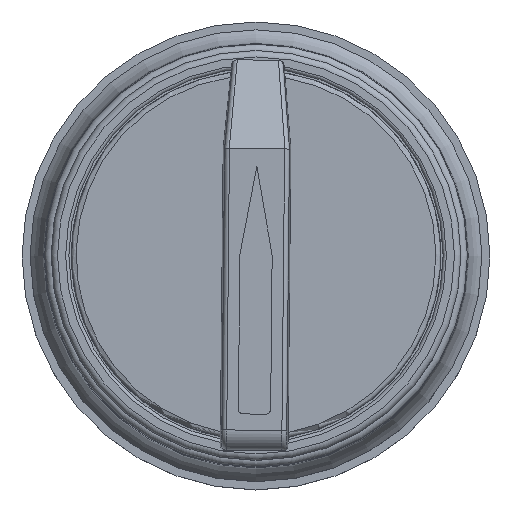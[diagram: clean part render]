
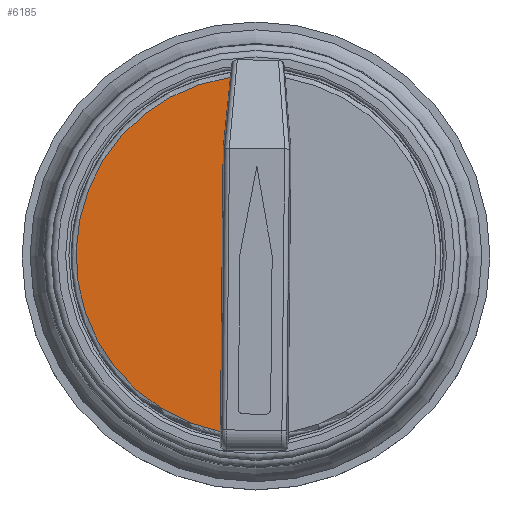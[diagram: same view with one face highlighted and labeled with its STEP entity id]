
A CAD part, top view. The second image highlights one B-rep face of the part: STEP entity #6185.
In plain terms, the highlighted planar face has unit normal (0, 0, 1).
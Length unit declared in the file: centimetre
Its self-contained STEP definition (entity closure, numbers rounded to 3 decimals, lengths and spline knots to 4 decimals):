
#535=PLANE($,#6630);
#704=FACE_OUTER_BOUND($,#1095,.T.);
#1095=EDGE_LOOP($,(#4385,#4386,#4387));
#1492=CIRCLE($,#6628,1.115);
#1767=LINE($,#12163,#2113);
#1768=LINE($,#12164,#2114);
#2113=VECTOR($,#7456,1.755);
#2114=VECTOR($,#7457,0.4438);
#2563=VERTEX_POINT($,#12136);
#2564=VERTEX_POINT($,#12147);
#2566=VERTEX_POINT($,#12162);
#3254=EDGE_CURVE($,#2563,#2564,#1492,.T.);
#3257=EDGE_CURVE($,#2563,#2566,#1767,.T.);
#3258=EDGE_CURVE($,#2566,#2564,#1768,.T.);
#4385=ORIENTED_EDGE($,*,*,#3254,.F.);
#4386=ORIENTED_EDGE($,*,*,#3257,.T.);
#4387=ORIENTED_EDGE($,*,*,#3258,.T.);
#6185=ADVANCED_FACE($,(#704),#535,.F.);
#6628=AXIS2_PLACEMENT_3D($,#12148,#7450,#7451);
#6630=AXIS2_PLACEMENT_3D($,#12161,#7454,#7455);
#7450=DIRECTION('center_axis',(0.,0.,
-1.));
#7451=DIRECTION('ref_axis',(-1.,0.029,0.));
#7454=DIRECTION('center_axis',(0.,0.,
-1.));
#7455=DIRECTION('ref_axis',(1.,-0.01,0.));
#7456=DIRECTION($,(0.01,1.,0.));
#7457=DIRECTION($,(0.1,0.995,0.));
#12136=CARTESIAN_POINT('',(-0.2206,-1.093,2.115));
#12147=CARTESIAN_POINT('',(-0.1591,1.1036,2.115));
#12148=CARTESIAN_POINT('Origin',(0.,0.,
2.115));
#12161=CARTESIAN_POINT('Origin',(0.,0.,
2.115));
#12162=CARTESIAN_POINT('',(-0.2036,0.662,2.115));
#12163=CARTESIAN_POINT($,(-0.2159,-0.6029,2.115));
#12164=CARTESIAN_POINT($,(-0.2356,0.3445,2.115));
